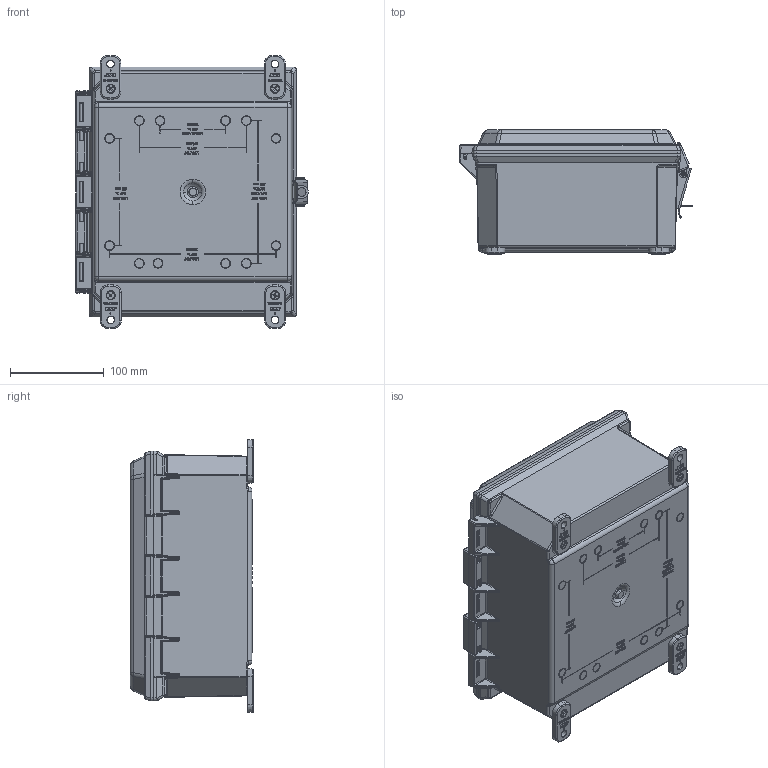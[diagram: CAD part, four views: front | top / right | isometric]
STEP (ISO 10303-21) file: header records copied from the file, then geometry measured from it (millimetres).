
FILE_DESCRIPTION (( 'STEP AP203' ), '1' );
FILE_NAME ('AMP1084L.step', '2014-04-10T14:50:29', ( 'admin' ), ( 'Microsoft' ), 'SwSTEP 2.0', 'SolidWorks 2014', '' );
FILE_SCHEMA (( 'CONFIG_CONTROL_DESIGN' ));
Length unit declared in the file: inch
Products named in the file (15): 70-AMPSSLCH316_INSTALLED POSITION; 55-1032516_PreviewCfg; AMP1084L; 55-103212316; 2381001; 70-AMPSSLCH316 (LATCH BASE); 2771001_box; 70-AMPSSLCH316 (LATCH LEVER); 2317001_part; 70-AMPSSLCH316 (LATCH HOOK); 70-HPIN10316; 70-AMPSSLCH316 (RIVET A); 70-60822PC-1; 70-AMPSSLCH316 (RIVET B); 70-60250
Assembly tree (30 placements, depth 3):
  AMP1084L
    2771001_box
    2317001_part
    70-HPIN10316
    70-60822PC-1
    70-60250  x8
    55-1032516_PreviewCfg  x4
    55-103212316  x4
    2381001  x4
    70-AMPSSLCH316_INSTALLED POSITION
      70-AMPSSLCH316 (LATCH BASE)
      70-AMPSSLCH316 (LATCH LEVER)
      70-AMPSSLCH316 (LATCH HOOK)
      70-AMPSSLCH316 (RIVET A)
      70-AMPSSLCH316 (RIVET B)
Bounding box: 248.32 x 132.26 x 291.28 mm (x, y, z)
Volume: 1070857.6 mm3; surface area: 594115.4 mm2
Topology: 29 solids, 29 shells, 5304 faces, 13528 edges, 8608 vertices
Faces by surface type: plane 2689, bspline 1160, cylinder 895, cone 328, torus 157, sphere 75
Entity records: 180116 total; most frequent: CARTESIAN_POINT 81215, ORIENTED_EDGE 22052, DIRECTION 16649, EDGE_CURVE 11026, VERTEX_POINT 7035, VECTOR 6881, LINE 6881, AXIS2_PLACEMENT_3D 4884
